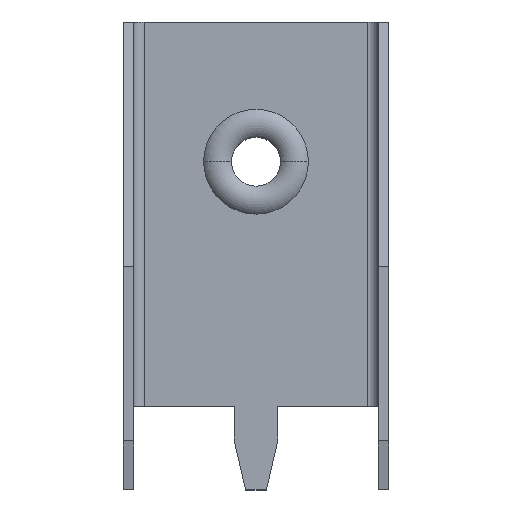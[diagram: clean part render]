
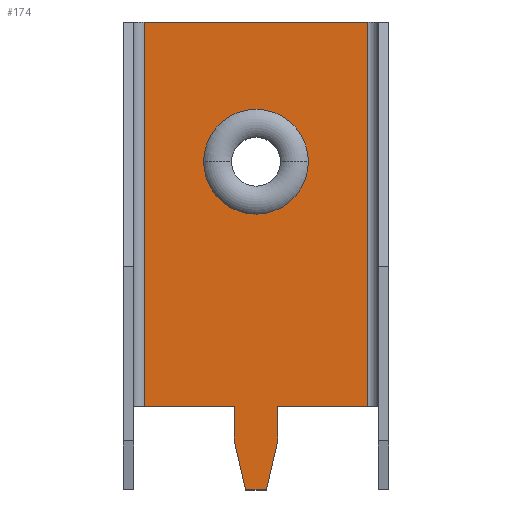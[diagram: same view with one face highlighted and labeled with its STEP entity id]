
A CAD part, top view. The second image highlights one B-rep face of the part: STEP entity #174.
In plain terms, the highlighted planar face has unit normal (0, 0, 1).
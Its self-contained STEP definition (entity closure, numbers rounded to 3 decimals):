
#139 = EDGE_LOOP ( 'NONE', ( #173, #275 ) ) ;
#166 = VERTEX_POINT ( 'NONE', #575 ) ;
#167 = EDGE_CURVE ( 'NONE', #168, #166, #574, .T. ) ;
#168 = VERTEX_POINT ( 'NONE', #629 ) ;
#173 = ORIENTED_EDGE ( 'NONE', *, *, #274, .F. ) ;
#174 = ADVANCED_FACE ( 'NONE', ( #619, #618 ), #617, .T. ) ;
#250 = EDGE_CURVE ( 'NONE', #273, #253, #736, .T. ) ;
#252 = VERTEX_POINT ( 'NONE', #785 ) ;
#253 = VERTEX_POINT ( 'NONE', #784 ) ;
#254 = VERTEX_POINT ( 'NONE', #783 ) ;
#255 = ORIENTED_EDGE ( 'NONE', *, *, #257, .F. ) ;
#256 = ORIENTED_EDGE ( 'NONE', *, *, #308, .T. ) ;
#257 = EDGE_CURVE ( 'NONE', #258, #254, #782, .T. ) ;
#258 = VERTEX_POINT ( 'NONE', #778 ) ;
#259 = ORIENTED_EDGE ( 'NONE', *, *, #260, .F. ) ;
#260 = EDGE_CURVE ( 'NONE', #265, #262, #777, .T. ) ;
#261 = ORIENTED_EDGE ( 'NONE', *, *, #264, .F. ) ;
#262 = VERTEX_POINT ( 'NONE', #773 ) ;
#263 = ORIENTED_EDGE ( 'NONE', *, *, #307, .F. ) ;
#264 = EDGE_CURVE ( 'NONE', #262, #266, #772, .T. ) ;
#265 = VERTEX_POINT ( 'NONE', #768 ) ;
#266 = VERTEX_POINT ( 'NONE', #767 ) ;
#267 = ORIENTED_EDGE ( 'NONE', *, *, #268, .F. ) ;
#268 = EDGE_CURVE ( 'NONE', #272, #271, #766, .T. ) ;
#269 = ORIENTED_EDGE ( 'NONE', *, *, #270, .F. ) ;
#270 = EDGE_CURVE ( 'NONE', #266, #272, #762, .T. ) ;
#271 = VERTEX_POINT ( 'NONE', #821 ) ;
#272 = VERTEX_POINT ( 'NONE', #820 ) ;
#273 = VERTEX_POINT ( 'NONE', #819 ) ;
#274 = EDGE_CURVE ( 'NONE', #166, #168, #817, .T. ) ;
#275 = ORIENTED_EDGE ( 'NONE', *, *, #167, .F. ) ;
#276 = EDGE_LOOP ( 'NONE', ( #277, #267, #269, #261, #259, #263, #255, #256, #309, #312 ) ) ;
#277 = ORIENTED_EDGE ( 'NONE', *, *, #278, .F. ) ;
#278 = EDGE_CURVE ( 'NONE', #271, #273, #818, .T. ) ;
#307 = EDGE_CURVE ( 'NONE', #254, #265, #854, .T. ) ;
#308 = EDGE_CURVE ( 'NONE', #258, #252, #850, .T. ) ;
#309 = ORIENTED_EDGE ( 'NONE', *, *, #313, .T. ) ;
#312 = ORIENTED_EDGE ( 'NONE', *, *, #250, .F. ) ;
#313 = EDGE_CURVE ( 'NONE', #252, #253, #841, .T. ) ;
#574 = CIRCLE ( 'NONE', #633, 1.27 ) ;
#575 = CARTESIAN_POINT ( 'NONE',  ( 4.691, 2.772, -2.959 ) ) ;
#612 = DIRECTION ( 'NONE',  ( 1., 0., 0. ) ) ;
#613 = DIRECTION ( 'NONE',  ( 0., 0., 1. ) ) ;
#614 = CARTESIAN_POINT ( 'NONE',  ( -0.643, 7.852, -2.959 ) ) ;
#616 = AXIS2_PLACEMENT_3D ( 'NONE', #614, #613, #612 ) ;
#617 = PLANE ( 'NONE',  #616 ) ;
#618 = FACE_OUTER_BOUND ( 'NONE', #276, .T. ) ;
#619 = FACE_BOUND ( 'NONE', #139, .T. ) ;
#629 = CARTESIAN_POINT ( 'NONE',  ( 2.151, 2.772, -2.959 ) ) ;
#630 = DIRECTION ( 'NONE',  ( 1., 0., 0. ) ) ;
#631 = DIRECTION ( 'NONE',  ( 0., 0., 1. ) ) ;
#632 = CARTESIAN_POINT ( 'NONE',  ( 3.421, 2.772, -2.959 ) ) ;
#633 = AXIS2_PLACEMENT_3D ( 'NONE', #632, #631, #630 ) ;
#732 = DIRECTION ( 'NONE',  ( -1., 0., 0. ) ) ;
#733 = VECTOR ( 'NONE', #732, 1000. ) ;
#734 = CARTESIAN_POINT ( 'NONE',  ( 2.633, -6.118, -2.959 ) ) ;
#736 = LINE ( 'NONE', #734, #733 ) ;
#760 = VECTOR ( 'NONE', #822, 1000. ) ;
#761 = CARTESIAN_POINT ( 'NONE',  ( -0.643, -9.166, -2.959 ) ) ;
#762 = LINE ( 'NONE', #761, #760 ) ;
#763 = DIRECTION ( 'NONE',  ( -0.223, 0.975, 0. ) ) ;
#764 = VECTOR ( 'NONE', #763, 1000. ) ;
#765 = CARTESIAN_POINT ( 'NONE',  ( 3.04, -9.166, -2.959 ) ) ;
#766 = LINE ( 'NONE', #765, #764 ) ;
#767 = CARTESIAN_POINT ( 'NONE',  ( 3.802, -9.166, -2.959 ) ) ;
#768 = CARTESIAN_POINT ( 'NONE',  ( 4.208, -6.118, -2.959 ) ) ;
#769 = DIRECTION ( 'NONE',  ( -0.223, -0.975, 0. ) ) ;
#770 = VECTOR ( 'NONE', #769, 1000. ) ;
#771 = CARTESIAN_POINT ( 'NONE',  ( 7.278, 6.042, -2.959 ) ) ;
#772 = LINE ( 'NONE', #771, #770 ) ;
#773 = CARTESIAN_POINT ( 'NONE',  ( 4.208, -7.388, -2.959 ) ) ;
#774 = DIRECTION ( 'NONE',  ( 0., -1., 0. ) ) ;
#775 = VECTOR ( 'NONE', #774, 1000. ) ;
#776 = CARTESIAN_POINT ( 'NONE',  ( 4.208, 7.852, -2.959 ) ) ;
#777 = LINE ( 'NONE', #776, #775 ) ;
#778 = CARTESIAN_POINT ( 'NONE',  ( 7.485, 7.852, -2.959 ) ) ;
#779 = DIRECTION ( 'NONE',  ( 0., -1., 0. ) ) ;
#780 = VECTOR ( 'NONE', #779, 1000. ) ;
#781 = CARTESIAN_POINT ( 'NONE',  ( 7.485, 7.852, -2.959 ) ) ;
#782 = LINE ( 'NONE', #781, #780 ) ;
#783 = CARTESIAN_POINT ( 'NONE',  ( 7.485, -6.118, -2.959 ) ) ;
#784 = CARTESIAN_POINT ( 'NONE',  ( -0.643, -6.118, -2.959 ) ) ;
#785 = CARTESIAN_POINT ( 'NONE',  ( -0.643, 7.852, -2.959 ) ) ;
#810 = DIRECTION ( 'NONE',  ( 0., 1., 0. ) ) ;
#811 = VECTOR ( 'NONE', #810, 1000. ) ;
#812 = CARTESIAN_POINT ( 'NONE',  ( 2.633, -7.388, -2.959 ) ) ;
#813 = DIRECTION ( 'NONE',  ( 1., 0., 0. ) ) ;
#814 = DIRECTION ( 'NONE',  ( 0., 0., 1. ) ) ;
#815 = CARTESIAN_POINT ( 'NONE',  ( 3.421, 2.772, -2.959 ) ) ;
#816 = AXIS2_PLACEMENT_3D ( 'NONE', #815, #814, #813 ) ;
#817 = CIRCLE ( 'NONE', #816, 1.27 ) ;
#818 = LINE ( 'NONE', #812, #811 ) ;
#819 = CARTESIAN_POINT ( 'NONE',  ( 2.633, -6.118, -2.959 ) ) ;
#820 = CARTESIAN_POINT ( 'NONE',  ( 3.04, -9.166, -2.959 ) ) ;
#821 = CARTESIAN_POINT ( 'NONE',  ( 2.633, -7.388, -2.959 ) ) ;
#822 = DIRECTION ( 'NONE',  ( -1., 0., 0. ) ) ;
#838 = DIRECTION ( 'NONE',  ( 0., -1., 0. ) ) ;
#839 = VECTOR ( 'NONE', #838, 1000. ) ;
#840 = CARTESIAN_POINT ( 'NONE',  ( -0.643, 7.852, -2.959 ) ) ;
#841 = LINE ( 'NONE', #840, #839 ) ;
#847 = DIRECTION ( 'NONE',  ( -1., 0., 0. ) ) ;
#848 = VECTOR ( 'NONE', #847, 1000. ) ;
#849 = CARTESIAN_POINT ( 'NONE',  ( -0.643, 7.852, -2.959 ) ) ;
#850 = LINE ( 'NONE', #849, #848 ) ;
#851 = DIRECTION ( 'NONE',  ( -1., 0., 0. ) ) ;
#852 = VECTOR ( 'NONE', #851, 1000. ) ;
#853 = CARTESIAN_POINT ( 'NONE',  ( -0.643, -6.118, -2.959 ) ) ;
#854 = LINE ( 'NONE', #853, #852 ) ;
